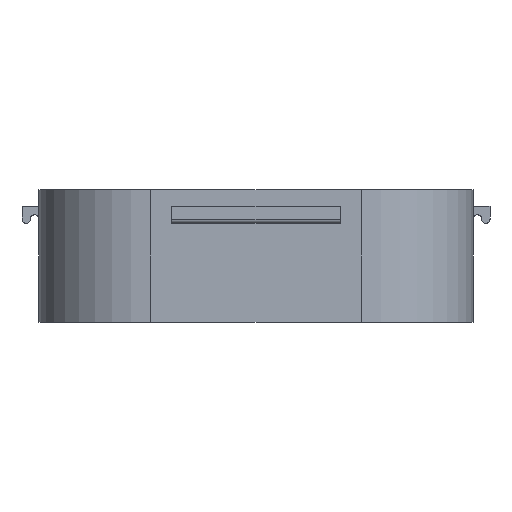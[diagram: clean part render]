
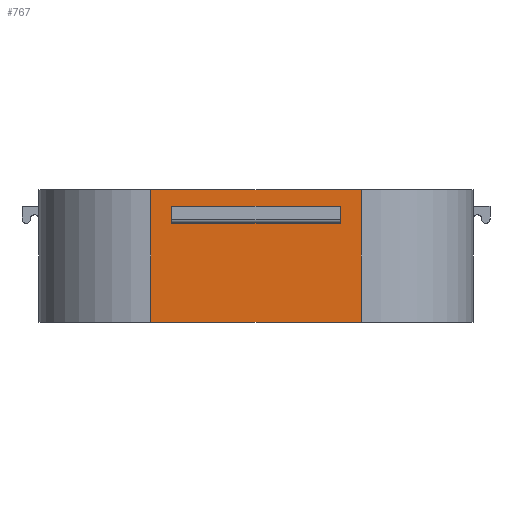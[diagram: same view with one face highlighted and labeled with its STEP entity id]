
A CAD part, left-side view. The second image highlights one B-rep face of the part: STEP entity #767.
In plain terms, the highlighted planar face has unit normal (-1, 0, 0).
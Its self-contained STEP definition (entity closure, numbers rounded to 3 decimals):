
#16=FACE_BOUND('',#115,.T.);
#71=FACE_OUTER_BOUND('',#114,.T.);
#114=EDGE_LOOP('',(#647,#648,#649,#650));
#115=EDGE_LOOP('',(#651,#652,#653,#654));
#172=LINE('',#1131,#248);
#177=LINE('',#1145,#253);
#178=LINE('',#1148,#254);
#180=LINE('',#1151,#256);
#219=LINE('',#1267,#295);
#221=LINE('',#1273,#297);
#225=LINE('',#1287,#301);
#226=LINE('',#1288,#302);
#248=VECTOR('',#904,10.);
#253=VECTOR('',#919,10.);
#254=VECTOR('',#922,10.);
#256=VECTOR('',#926,10.);
#295=VECTOR('',#1041,10.);
#297=VECTOR('',#1047,10.);
#301=VECTOR('',#1059,10.);
#302=VECTOR('',#1060,10.);
#321=VERTEX_POINT('',#1122);
#325=VERTEX_POINT('',#1129);
#329=VERTEX_POINT('',#1143);
#330=VERTEX_POINT('',#1147);
#368=VERTEX_POINT('',#1264);
#369=VERTEX_POINT('',#1266);
#371=VERTEX_POINT('',#1272);
#377=VERTEX_POINT('',#1286);
#402=EDGE_CURVE('',#321,#325,#172,.T.);
#409=EDGE_CURVE('',#329,#325,#177,.T.);
#410=EDGE_CURVE('',#330,#321,#178,.T.);
#412=EDGE_CURVE('',#329,#330,#180,.T.);
#468=EDGE_CURVE('',#368,#369,#219,.T.);
#471=EDGE_CURVE('',#371,#369,#221,.T.);
#478=EDGE_CURVE('',#377,#368,#225,.F.);
#479=EDGE_CURVE('',#371,#377,#226,.T.);
#647=ORIENTED_EDGE('',*,*,#468,.F.);
#648=ORIENTED_EDGE('',*,*,#478,.F.);
#649=ORIENTED_EDGE('',*,*,#479,.F.);
#650=ORIENTED_EDGE('',*,*,#471,.T.);
#651=ORIENTED_EDGE('',*,*,#402,.T.);
#652=ORIENTED_EDGE('',*,*,#409,.F.);
#653=ORIENTED_EDGE('',*,*,#412,.T.);
#654=ORIENTED_EDGE('',*,*,#410,.T.);
#728=PLANE('',#852);
#767=ADVANCED_FACE('',(#71,#16),#728,.T.);
#852=AXIS2_PLACEMENT_3D('',#1285,#1057,#1058);
#904=DIRECTION('',(0.,0.,-1.));
#919=DIRECTION('',(0.,-1.,0.));
#922=DIRECTION('',(0.,-1.,0.));
#926=DIRECTION('',(0.,0.,1.));
#1041=DIRECTION('',(0.,0.,-1.));
#1047=DIRECTION('',(0.,-1.,0.));
#1057=DIRECTION('center_axis',(-1.,0.,0.));
#1058=DIRECTION('ref_axis',(0.,-1.,0.));
#1059=DIRECTION('',(0.,1.,0.));
#1060=DIRECTION('',(0.,0.,1.));
#1122=CARTESIAN_POINT('',(-71.5,-20.,26.));
#1129=CARTESIAN_POINT('',(-71.5,-20.,23.));
#1131=CARTESIAN_POINT('',(-71.5,-20.,12.));
#1143=CARTESIAN_POINT('',(-71.5,20.,23.));
#1145=CARTESIAN_POINT('',(-71.5,0.,23.));
#1147=CARTESIAN_POINT('',(-71.5,20.,26.));
#1148=CARTESIAN_POINT('',(-71.5,25.,26.));
#1151=CARTESIAN_POINT('',(-71.5,20.,12.));
#1264=CARTESIAN_POINT('',(-71.5,-25.,30.));
#1266=CARTESIAN_POINT('',(-71.5,-25.,-1.5));
#1267=CARTESIAN_POINT('',(-71.5,-25.,0.));
#1272=CARTESIAN_POINT('',(-71.5,25.,-1.5));
#1273=CARTESIAN_POINT('',(-71.5,25.,-1.5));
#1285=CARTESIAN_POINT('Origin',(-71.5,50.,0.));
#1286=CARTESIAN_POINT('',(-71.5,25.,30.));
#1287=CARTESIAN_POINT('',(-71.5,25.,30.));
#1288=CARTESIAN_POINT('',(-71.5,25.,0.));
